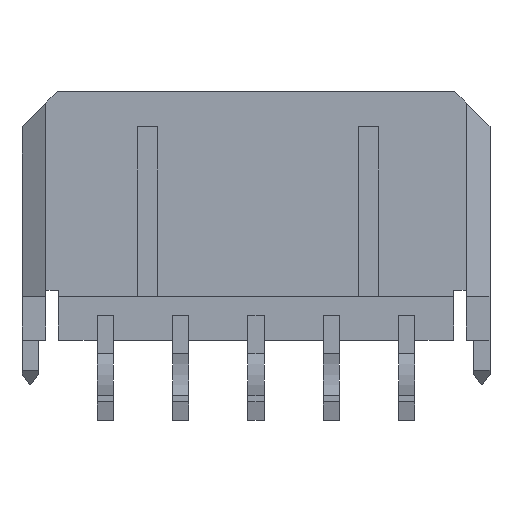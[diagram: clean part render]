
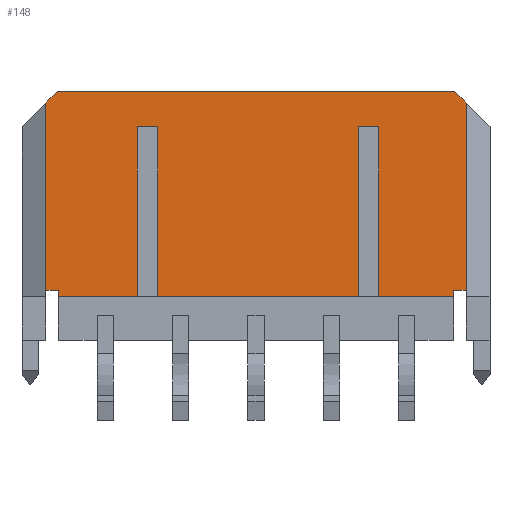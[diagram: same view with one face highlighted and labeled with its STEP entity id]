
A CAD part, top view. The second image highlights one B-rep face of the part: STEP entity #148.
In plain terms, the highlighted planar face has unit normal (0, 0, 1).
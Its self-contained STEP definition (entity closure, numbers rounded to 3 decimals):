
#148=ADVANCED_FACE('',(#461),#462,.T.);
#461=FACE_OUTER_BOUND('',#920,.T.);
#462=PLANE('',#921);
#920=EDGE_LOOP('',(#1868,#1869,#1870,#1871,#1872,#1873,#1874,#1875,#1876,#1877,#1878,#1879,#1880,#1881,#1882,#1883,#1884,#1885));
#921=AXIS2_PLACEMENT_3D('',#1886,#1887,#1888);
#1868=ORIENTED_EDGE('',*,*,#3359,.F.);
#1869=ORIENTED_EDGE('',*,*,#3360,.T.);
#1870=ORIENTED_EDGE('',*,*,#3361,.F.);
#1871=ORIENTED_EDGE('',*,*,#3362,.T.);
#1872=ORIENTED_EDGE('',*,*,#3363,.T.);
#1873=ORIENTED_EDGE('',*,*,#3364,.T.);
#1874=ORIENTED_EDGE('',*,*,#3365,.F.);
#1875=ORIENTED_EDGE('',*,*,#3366,.T.);
#1876=ORIENTED_EDGE('',*,*,#3367,.T.);
#1877=ORIENTED_EDGE('',*,*,#3368,.T.);
#1878=ORIENTED_EDGE('',*,*,#3369,.F.);
#1879=ORIENTED_EDGE('',*,*,#3370,.T.);
#1880=ORIENTED_EDGE('',*,*,#3371,.T.);
#1881=ORIENTED_EDGE('',*,*,#3372,.T.);
#1882=ORIENTED_EDGE('',*,*,#3373,.F.);
#1883=ORIENTED_EDGE('',*,*,#3374,.T.);
#1884=ORIENTED_EDGE('',*,*,#3375,.T.);
#1885=ORIENTED_EDGE('',*,*,#3358,.F.);
#1886=CARTESIAN_POINT('',(-9.32,4.95,1.97));
#1887=DIRECTION('',(0.0,0.0,1.0));
#1888=DIRECTION('',(1.0,0.0,0.0));
#3358=EDGE_CURVE('',#4192,#4195,#4197,.T.);
#3359=EDGE_CURVE('',#4198,#4192,#4199,.T.);
#3360=EDGE_CURVE('',#4198,#4200,#4201,.T.);
#3361=EDGE_CURVE('',#4202,#4200,#4203,.T.);
#3362=EDGE_CURVE('',#4202,#4204,#4205,.T.);
#3363=EDGE_CURVE('',#4204,#4206,#4207,.T.);
#3364=EDGE_CURVE('',#4206,#4208,#4209,.T.);
#3365=EDGE_CURVE('',#4210,#4208,#4211,.T.);
#3366=EDGE_CURVE('',#4210,#4212,#4213,.T.);
#3367=EDGE_CURVE('',#4212,#4214,#4215,.T.);
#3368=EDGE_CURVE('',#4214,#4216,#4217,.T.);
#3369=EDGE_CURVE('',#4218,#4216,#4219,.T.);
#3370=EDGE_CURVE('',#4218,#4220,#4221,.T.);
#3371=EDGE_CURVE('',#4220,#4222,#4223,.T.);
#3372=EDGE_CURVE('',#4222,#4224,#4225,.T.);
#3373=EDGE_CURVE('',#4226,#4224,#4227,.T.);
#3374=EDGE_CURVE('',#4226,#4228,#4229,.T.);
#3375=EDGE_CURVE('',#4228,#4195,#4230,.T.);
#4192=VERTEX_POINT('',#5427);
#4195=VERTEX_POINT('',#5432);
#4197=LINE('',#5435,#5436);
#4198=VERTEX_POINT('',#5437);
#4199=LINE('',#5438,#5439);
#4200=VERTEX_POINT('',#5440);
#4201=LINE('',#5441,#5442);
#4202=VERTEX_POINT('',#5443);
#4203=LINE('',#5444,#5445);
#4204=VERTEX_POINT('',#5446);
#4205=LINE('',#5447,#5448);
#4206=VERTEX_POINT('',#5449);
#4207=LINE('',#5450,#5451);
#4208=VERTEX_POINT('',#5452);
#4209=LINE('',#5453,#5454);
#4210=VERTEX_POINT('',#5455);
#4211=LINE('',#5456,#5457);
#4212=VERTEX_POINT('',#5458);
#4213=LINE('',#5459,#5460);
#4214=VERTEX_POINT('',#5461);
#4215=LINE('',#5462,#5463);
#4216=VERTEX_POINT('',#5464);
#4217=LINE('',#5465,#5466);
#4218=VERTEX_POINT('',#5467);
#4219=LINE('',#5468,#5469);
#4220=VERTEX_POINT('',#5470);
#4221=LINE('',#5471,#5472);
#4222=VERTEX_POINT('',#5473);
#4223=LINE('',#5474,#5475);
#4224=VERTEX_POINT('',#5476);
#4225=LINE('',#5477,#5478);
#4226=VERTEX_POINT('',#5479);
#4227=LINE('',#5480,#5481);
#4228=VERTEX_POINT('',#5482);
#4229=LINE('',#5483,#5484);
#4230=LINE('',#5485,#5486);
#5427=CARTESIAN_POINT('',(8.37,-2.95,1.97));
#5432=CARTESIAN_POINT('',(7.87,-2.95,1.97));
#5435=CARTESIAN_POINT('',(8.37,-2.95,1.97));
#5436=VECTOR('',#6521,0.5);
#5437=CARTESIAN_POINT('',(8.37,4.5,1.97));
#5438=CARTESIAN_POINT('',(8.37,4.5,1.97));
#5439=VECTOR('',#6522,7.45);
#5440=CARTESIAN_POINT('',(7.92,4.95,1.97));
#5441=CARTESIAN_POINT('',(8.37,4.5,1.97));
#5442=VECTOR('',#6523,0.636);
#5443=CARTESIAN_POINT('',(-7.92,4.95,1.97));
#5444=CARTESIAN_POINT('',(-7.92,4.95,1.97));
#5445=VECTOR('',#6524,15.84);
#5446=CARTESIAN_POINT('',(-8.37,4.5,1.97));
#5447=CARTESIAN_POINT('',(-7.92,4.95,1.97));
#5448=VECTOR('',#6525,0.636);
#5449=CARTESIAN_POINT('',(-8.37,-2.95,1.97));
#5450=CARTESIAN_POINT('',(-8.37,4.5,1.97));
#5451=VECTOR('',#6526,7.45);
#5452=CARTESIAN_POINT('',(-7.87,-2.95,1.97));
#5453=CARTESIAN_POINT('',(-8.37,-2.95,1.97));
#5454=VECTOR('',#6527,0.5);
#5455=CARTESIAN_POINT('',(-7.87,-3.2,1.97));
#5456=CARTESIAN_POINT('',(-7.87,-3.2,1.97));
#5457=VECTOR('',#6528,0.25);
#5458=CARTESIAN_POINT('',(-4.72,-3.2,1.97));
#5459=CARTESIAN_POINT('',(-7.87,-3.2,1.97));
#5460=VECTOR('',#6529,3.15);
#5461=CARTESIAN_POINT('',(-4.72,3.55,1.97));
#5462=CARTESIAN_POINT('',(-4.72,-3.2,1.97));
#5463=VECTOR('',#6530,6.75);
#5464=CARTESIAN_POINT('',(-3.92,3.55,1.97));
#5465=CARTESIAN_POINT('',(-4.72,3.55,1.97));
#5466=VECTOR('',#6531,0.8);
#5467=CARTESIAN_POINT('',(-3.92,-3.2,1.97));
#5468=CARTESIAN_POINT('',(-3.92,-3.2,1.97));
#5469=VECTOR('',#6532,6.75);
#5470=CARTESIAN_POINT('',(4.095,-3.2,1.97));
#5471=CARTESIAN_POINT('',(-3.92,-3.2,1.97));
#5472=VECTOR('',#6533,8.015);
#5473=CARTESIAN_POINT('',(4.095,3.55,1.97));
#5474=CARTESIAN_POINT('',(4.095,-3.2,1.97));
#5475=VECTOR('',#6534,6.75);
#5476=CARTESIAN_POINT('',(4.895,3.55,1.97));
#5477=CARTESIAN_POINT('',(4.095,3.55,1.97));
#5478=VECTOR('',#6535,0.8);
#5479=CARTESIAN_POINT('',(4.895,-3.2,1.97));
#5480=CARTESIAN_POINT('',(4.895,-3.2,1.97));
#5481=VECTOR('',#6536,6.75);
#5482=CARTESIAN_POINT('',(7.87,-3.2,1.97));
#5483=CARTESIAN_POINT('',(4.895,-3.2,1.97));
#5484=VECTOR('',#6537,2.975);
#5485=CARTESIAN_POINT('',(7.87,-3.2,1.97));
#5486=VECTOR('',#6538,0.25);
#6521=DIRECTION('',(-1.0,0.0,0.0));
#6522=DIRECTION('',(0.0,-1.0,0.0));
#6523=DIRECTION('',(-0.707,0.707,0.0));
#6524=DIRECTION('',(1.0,0.0,0.0));
#6525=DIRECTION('',(-0.707,-0.707,0.0));
#6526=DIRECTION('',(0.0,-1.0,0.0));
#6527=DIRECTION('',(1.0,0.0,0.0));
#6528=DIRECTION('',(0.0,1.0,0.0));
#6529=DIRECTION('',(1.0,0.0,0.0));
#6530=DIRECTION('',(0.0,1.0,0.0));
#6531=DIRECTION('',(1.0,0.0,0.0));
#6532=DIRECTION('',(0.0,1.0,0.0));
#6533=DIRECTION('',(1.0,0.0,0.0));
#6534=DIRECTION('',(0.0,1.0,0.0));
#6535=DIRECTION('',(1.0,0.0,0.0));
#6536=DIRECTION('',(0.0,1.0,0.0));
#6537=DIRECTION('',(1.0,0.0,0.0));
#6538=DIRECTION('',(0.0,1.0,0.0));
